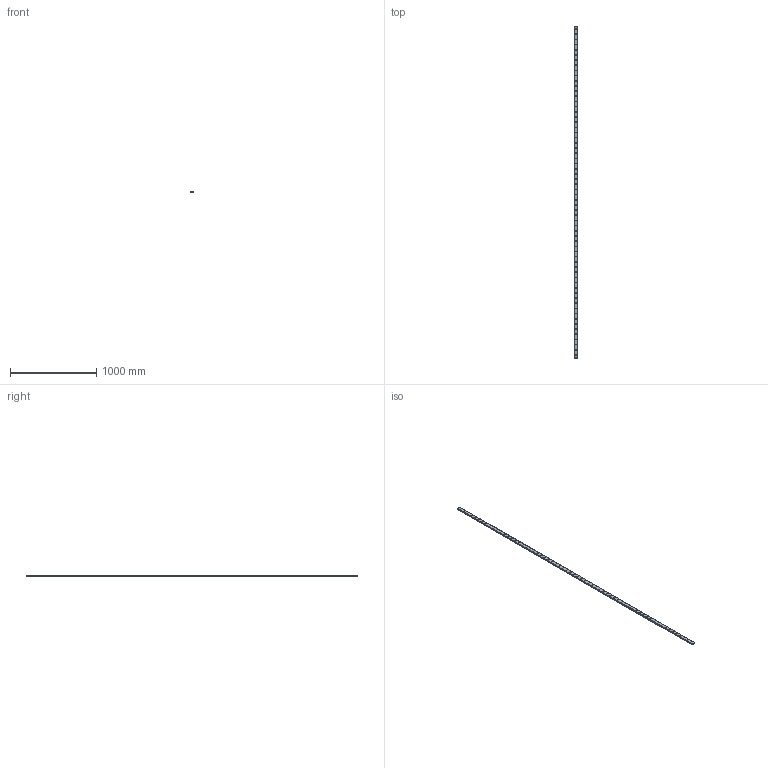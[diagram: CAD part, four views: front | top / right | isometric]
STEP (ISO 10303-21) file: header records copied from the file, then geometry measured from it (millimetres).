
FILE_DESCRIPTION(('STEP AP214'),'1');
FILE_NAME('cctmp_449BDAA0-68AA-442C-B401-6630EB0EFB2D_2021_03_05_15_55_36_0801..stp','2021-03-05T14:55:37',('HIWIN GmbH'),('CADClick - www.CADClick.com'),'Spatial InterOp 3D',' ','unknown authorization');
FILE_SCHEMA(('AUTOMOTIVE_DESIGN'));
Length unit declared in the file: millimetre
Products named in the file (1): WER27R3850H_FILE
Bounding box: 42 x 3850 x 15 mm (x, y, z)
Volume: 2241041.8 mm3; surface area: 483840.8 mm2
Topology: 1 solids, 1 shells, 1255 faces, 2595 edges, 1730 vertices
Faces by surface type: cylinder 786, plane 469
Entity records: 44085 total; most frequent: DIRECTION 6679, CARTESIAN_POINT 5581, ORIENTED_EDGE 5190, AXIS2_PLACEMENT_3D 2828, EDGE_CURVE 2595, VERTEX_POINT 1730, EDGE_LOOP 1643, CIRCLE 1572
